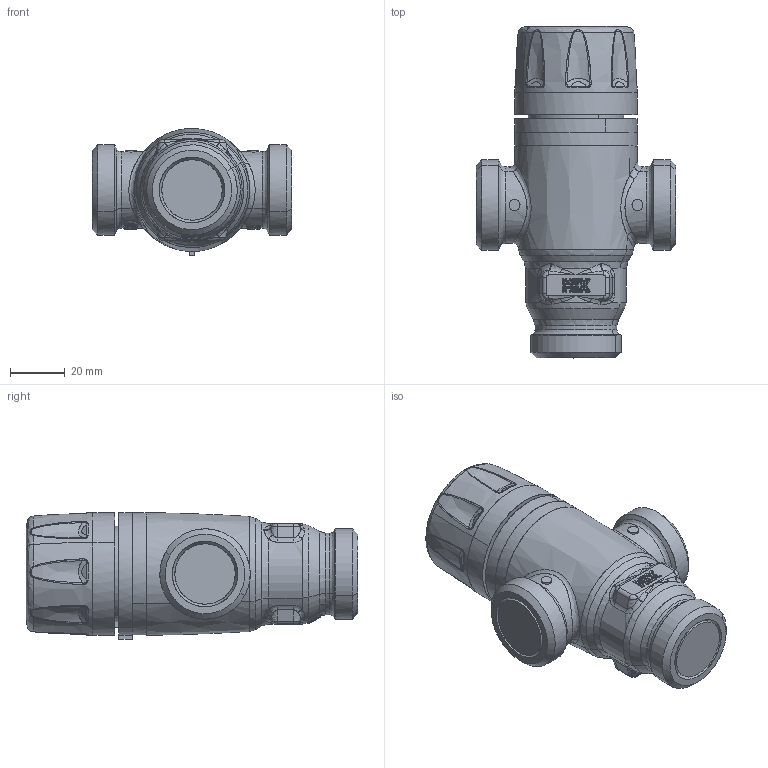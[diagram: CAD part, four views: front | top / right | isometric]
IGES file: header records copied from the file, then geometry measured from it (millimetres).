
Start section: START RECORD GO HERE.
Global section: file name: 521101A (IGS).igs; native system: DASSAULT SYSTEMES CATIA Version 5-6 Release 2012 - www.3ds.com; preprocessor: V5-6R2012_5.22.5.0.09-11-2013.20.00; author: mparodi; organization: CALEFFI; date: 20160216.152945; units: millimetre
Bounding box: 73 x 121.55 x 46.48 mm (x, y, z)
Surface area: 23854.4 mm2 (no closed solid volume)
Topology: 0 solids, 0 shells, 1207 faces, 5464 edges, 5342 vertices
Faces by surface type: bspline 1207
